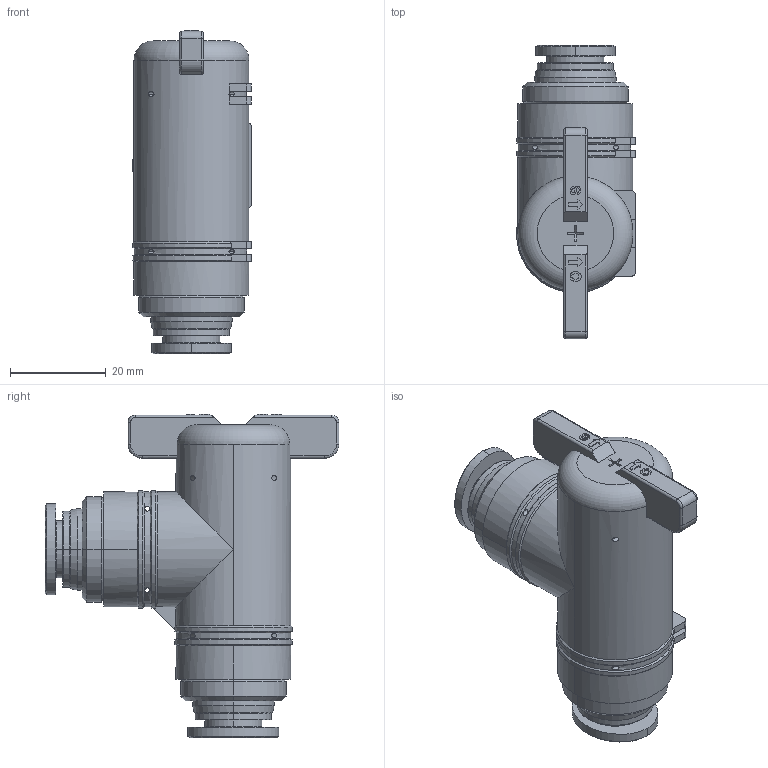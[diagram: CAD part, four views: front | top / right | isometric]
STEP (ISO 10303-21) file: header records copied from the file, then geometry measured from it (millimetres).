
FILE_DESCRIPTION((''),'2;1');
FILE_NAME('BUL601010-mdt.stp','2017-07-24T19:28:15',(''),(''),'Mechanical Desktop 2009','Mechanical Desktop 2009',', , ');
FILE_SCHEMA(('CONFIG_CONTROL_DESIGN'));
Length unit declared in the file: millimetre
Products named in the file (10): BUL601010-MDT; BUL601010-MDTA; BC10-20; COLLAR-10C; 60-R04; 60-R03; BC12-60; COLLAR-12C; BOLT-M3; HA
Assembly tree (10 placements, depth 3):
  BUL601010-MDT
    BUL601010-MDTA
    BC10-20  x2
      COLLAR-10C
    60-R04
    60-R03
    BC12-60
      COLLAR-12C
    BOLT-M3
    HA
Bounding box: 24.77 x 61.3 x 67.5 mm (x, y, z)
Volume: 36987.7 mm3; surface area: 10754.8 mm2
Topology: 1 solids, 3 shells, 399 faces, 1017 edges, 647 vertices
Faces by surface type: plane 231, cylinder 104, cone 32, torus 22, bspline 10
Entity records: 13886 total; most frequent: CARTESIAN_POINT 4046, ORIENTED_EDGE 2030, DIRECTION 1981, EDGE_CURVE 1015, VECTOR 673, LINE 673, AXIS2_PLACEMENT_3D 654, VERTEX_POINT 647
